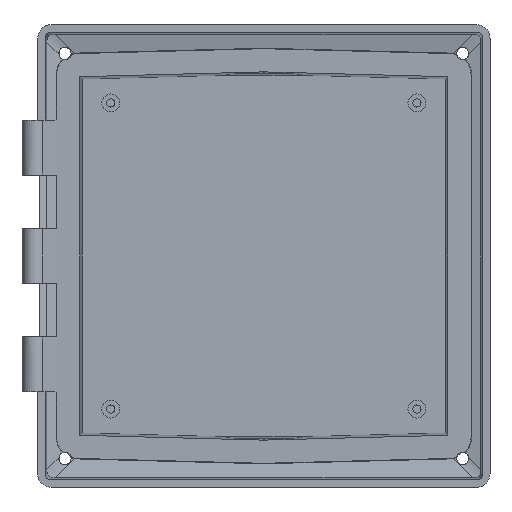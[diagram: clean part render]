
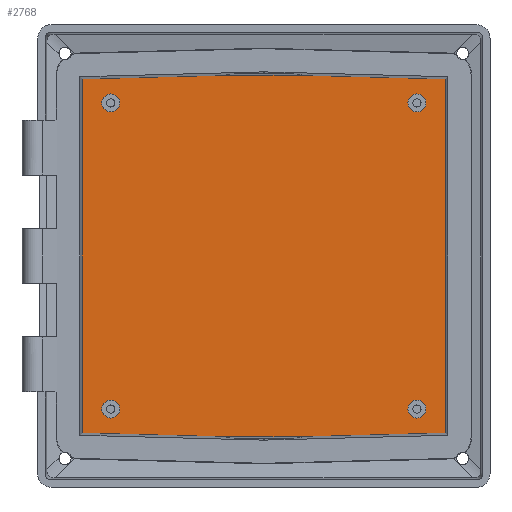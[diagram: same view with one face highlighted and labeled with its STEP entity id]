
A CAD part, front view. The second image highlights one B-rep face of the part: STEP entity #2768.
In plain terms, the highlighted planar face has unit normal (0, -1, 0).
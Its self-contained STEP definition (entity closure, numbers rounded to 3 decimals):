
#35 = EDGE_CURVE ( 'NONE', #4065, #5047, #4831, .T. ) ;
#118 = ORIENTED_EDGE ( 'NONE', *, *, #568, .F. ) ;
#172 = VERTEX_POINT ( 'NONE', #4918 ) ;
#236 = CARTESIAN_POINT ( 'NONE',  ( -75.403, 31., 77.393 ) ) ;
#239 = CARTESIAN_POINT ( 'NONE',  ( -63.5, 31., 63.5 ) ) ;
#252 = DIRECTION ( 'NONE',  ( 0., -1., 0. ) ) ;
#257 = ORIENTED_EDGE ( 'NONE', *, *, #4966, .T. ) ;
#283 = VERTEX_POINT ( 'NONE', #3361 ) ;
#406 = CIRCLE ( 'NONE', #5703, 3.75 ) ;
#417 = VERTEX_POINT ( 'NONE', #3432 ) ;
#568 = EDGE_CURVE ( 'NONE', #6997, #2719, #5976, .T. ) ;
#612 = ORIENTED_EDGE ( 'NONE', *, *, #6581, .F. ) ;
#629 = DIRECTION ( 'NONE',  ( 0., 0., -1. ) ) ;
#719 = EDGE_CURVE ( 'NONE', #6439, #6197, #406, .T. ) ;
#737 = FACE_OUTER_BOUND ( 'NONE', #6445, .T. ) ;
#745 = DIRECTION ( 'NONE',  ( 0., 0., -1. ) ) ;
#755 = CARTESIAN_POINT ( 'NONE',  ( 63.5, 31., -59.75 ) ) ;
#770 = DIRECTION ( 'NONE',  ( 0., 0., -1. ) ) ;
#800 = DIRECTION ( 'NONE',  ( 0., -1., 0. ) ) ;
#843 = CARTESIAN_POINT ( 'NONE',  ( -75.367, 31., 77.428 ) ) ;
#855 = CARTESIAN_POINT ( 'NONE',  ( 75.367, 31., -73.445 ) ) ;
#1119 = CARTESIAN_POINT ( 'NONE',  ( -75.402, 31., -74.946 ) ) ;
#1341 = DIRECTION ( 'NONE',  ( 0., -1., 0. ) ) ;
#1342 = CARTESIAN_POINT ( 'NONE',  ( -63.5, 31., -59.75 ) ) ;
#1415 = EDGE_LOOP ( 'NONE', ( #6635, #4387 ) ) ;
#1460 = LINE ( 'NONE', #6520, #7262 ) ;
#1517 = EDGE_CURVE ( 'NONE', #5047, #4065, #6322, .T. ) ;
#1649 = CARTESIAN_POINT ( 'NONE',  ( -75.298, 31., 73.447 ) ) ;
#1688 = VECTOR ( 'NONE', #3653, 1000. ) ;
#1734 = CARTESIAN_POINT ( 'NONE',  ( 63.5, 31., 59.75 ) ) ;
#1794 = ORIENTED_EDGE ( 'NONE', *, *, #3085, .T. ) ;
#1796 = LINE ( 'NONE', #4090, #6275 ) ;
#1820 = CARTESIAN_POINT ( 'NONE',  ( -63.5, 31., 59.75 ) ) ;
#2122 = ORIENTED_EDGE ( 'NONE', *, *, #2557, .T. ) ;
#2338 = VERTEX_POINT ( 'NONE', #855 ) ;
#2468 = DIRECTION ( 'NONE',  ( 0., -1., 0. ) ) ;
#2487 = AXIS2_PLACEMENT_3D ( 'NONE', #6398, #5162, #629 ) ;
#2516 = CARTESIAN_POINT ( 'NONE',  ( -18.048, 31., -74.946 ) ) ;
#2524 = CARTESIAN_POINT ( 'NONE',  ( 63.5, 31., -63.5 ) ) ;
#2536 = VECTOR ( 'NONE', #4510, 1000. ) ;
#2553 = DIRECTION ( 'NONE',  ( 0., 0., -1. ) ) ;
#2557 = EDGE_CURVE ( 'NONE', #172, #6859, #3787, .T. ) ;
#2590 = EDGE_LOOP ( 'NONE', ( #118, #6668 ) ) ;
#2628 = DIRECTION ( 'NONE',  ( 0., -1., 0. ) ) ;
#2629 = VECTOR ( 'NONE', #4059, 1000. ) ;
#2646 = EDGE_CURVE ( 'NONE', #2338, #7263, #3963, .T. ) ;
#2672 = AXIS2_PLACEMENT_3D ( 'NONE', #2524, #1341, #7143 ) ;
#2701 = VERTEX_POINT ( 'NONE', #4618 ) ;
#2704 = CARTESIAN_POINT ( 'NONE',  ( 63.5, 31., -67.25 ) ) ;
#2719 = VERTEX_POINT ( 'NONE', #1734 ) ;
#2735 = EDGE_CURVE ( 'NONE', #6306, #2701, #6123, .T. ) ;
#2768 = ADVANCED_FACE ( 'NONE', ( #6830, #5305, #737, #2881, #6657 ), #4347, .T. ) ;
#2864 = CARTESIAN_POINT ( 'NONE',  ( -63.5, 31., 67.25 ) ) ;
#2881 = FACE_BOUND ( 'NONE', #1415, .T. ) ;
#2951 = ORIENTED_EDGE ( 'NONE', *, *, #6662, .T. ) ;
#2952 = EDGE_CURVE ( 'NONE', #2719, #6997, #5486, .T. ) ;
#2982 = DIRECTION ( 'NONE',  ( 0., -1., 0. ) ) ;
#3026 = ORIENTED_EDGE ( 'NONE', *, *, #6511, .T. ) ;
#3047 = LINE ( 'NONE', #843, #6886 ) ;
#3085 = EDGE_CURVE ( 'NONE', #6225, #172, #1460, .T. ) ;
#3357 = AXIS2_PLACEMENT_3D ( 'NONE', #6614, #2628, #6564 ) ;
#3361 = CARTESIAN_POINT ( 'NONE',  ( -75.367, 31., -73.445 ) ) ;
#3432 = CARTESIAN_POINT ( 'NONE',  ( -63.5, 31., -67.25 ) ) ;
#3450 = AXIS2_PLACEMENT_3D ( 'NONE', #239, #800, #745 ) ;
#3497 = AXIS2_PLACEMENT_3D ( 'NONE', #6649, #6694, #3808 ) ;
#3577 = LINE ( 'NONE', #236, #1688 ) ;
#3653 = DIRECTION ( 'NONE',  ( -1., 0., 0.026 ) ) ;
#3787 = LINE ( 'NONE', #1649, #2536 ) ;
#3808 = DIRECTION ( 'NONE',  ( 0., 0., -1. ) ) ;
#3963 = LINE ( 'NONE', #5664, #7090 ) ;
#3981 = CARTESIAN_POINT ( 'NONE',  ( -79.35, 31., -73.341 ) ) ;
#4009 = CIRCLE ( 'NONE', #2672, 3.75 ) ;
#4059 = DIRECTION ( 'NONE',  ( 1., 0., 0. ) ) ;
#4065 = VERTEX_POINT ( 'NONE', #2864 ) ;
#4090 = CARTESIAN_POINT ( 'NONE',  ( -71.351, 31., -77.287 ) ) ;
#4218 = AXIS2_PLACEMENT_3D ( 'NONE', #7019, #2982, #770 ) ;
#4222 = EDGE_CURVE ( 'NONE', #6197, #6439, #4009, .T. ) ;
#4328 = ORIENTED_EDGE ( 'NONE', *, *, #35, .F. ) ;
#4347 = PLANE ( 'NONE',  #3497 ) ;
#4387 = ORIENTED_EDGE ( 'NONE', *, *, #719, .F. ) ;
#4510 = DIRECTION ( 'NONE',  ( -1., 0., -0.026 ) ) ;
#4618 = CARTESIAN_POINT ( 'NONE',  ( 18.048, 31., -74.946 ) ) ;
#4639 = DIRECTION ( 'NONE',  ( 1., 0., 0.026 ) ) ;
#4699 = CARTESIAN_POINT ( 'NONE',  ( 18.048, 31., 74.946 ) ) ;
#4831 = CIRCLE ( 'NONE', #6890, 3.75 ) ;
#4906 = ORIENTED_EDGE ( 'NONE', *, *, #7406, .T. ) ;
#4918 = CARTESIAN_POINT ( 'NONE',  ( -18.048, 31., 74.946 ) ) ;
#4926 = CIRCLE ( 'NONE', #4218, 3.75 ) ;
#4928 = CARTESIAN_POINT ( 'NONE',  ( -75.367, 31., 73.445 ) ) ;
#4966 = EDGE_CURVE ( 'NONE', #283, #6306, #7032, .T. ) ;
#5047 = VERTEX_POINT ( 'NONE', #1820 ) ;
#5162 = DIRECTION ( 'NONE',  ( 0., -1., 0. ) ) ;
#5202 = AXIS2_PLACEMENT_3D ( 'NONE', #6449, #2468, #6934 ) ;
#5305 = FACE_BOUND ( 'NONE', #2590, .T. ) ;
#5384 = ORIENTED_EDGE ( 'NONE', *, *, #2735, .T. ) ;
#5410 = DIRECTION ( 'NONE',  ( 0., 0., -1. ) ) ;
#5486 = CIRCLE ( 'NONE', #2487, 3.75 ) ;
#5609 = VERTEX_POINT ( 'NONE', #1342 ) ;
#5642 = ORIENTED_EDGE ( 'NONE', *, *, #1517, .F. ) ;
#5664 = CARTESIAN_POINT ( 'NONE',  ( 75.367, 31., 77.428 ) ) ;
#5691 = EDGE_LOOP ( 'NONE', ( #6710, #612 ) ) ;
#5703 = AXIS2_PLACEMENT_3D ( 'NONE', #6092, #6680, #6179 ) ;
#5889 = VECTOR ( 'NONE', #6169, 1000. ) ;
#5976 = CIRCLE ( 'NONE', #3357, 3.75 ) ;
#6092 = CARTESIAN_POINT ( 'NONE',  ( 63.5, 31., -63.5 ) ) ;
#6107 = EDGE_LOOP ( 'NONE', ( #4328, #5642 ) ) ;
#6123 = LINE ( 'NONE', #1119, #2629 ) ;
#6169 = DIRECTION ( 'NONE',  ( 1., 0., -0.026 ) ) ;
#6179 = DIRECTION ( 'NONE',  ( 0., 0., -1. ) ) ;
#6188 = DIRECTION ( 'NONE',  ( 0., 0., 1. ) ) ;
#6190 = EDGE_CURVE ( 'NONE', #5609, #417, #6718, .T. ) ;
#6197 = VERTEX_POINT ( 'NONE', #755 ) ;
#6225 = VERTEX_POINT ( 'NONE', #4699 ) ;
#6275 = VECTOR ( 'NONE', #4639, 1000. ) ;
#6306 = VERTEX_POINT ( 'NONE', #2516 ) ;
#6322 = CIRCLE ( 'NONE', #3450, 3.75 ) ;
#6340 = ORIENTED_EDGE ( 'NONE', *, *, #2646, .T. ) ;
#6398 = CARTESIAN_POINT ( 'NONE',  ( 63.5, 31., 63.5 ) ) ;
#6439 = VERTEX_POINT ( 'NONE', #2704 ) ;
#6445 = EDGE_LOOP ( 'NONE', ( #4906, #1794, #2122, #2951, #257, #5384, #3026, #6340 ) ) ;
#6449 = CARTESIAN_POINT ( 'NONE',  ( -63.5, 31., -63.5 ) ) ;
#6492 = DIRECTION ( 'NONE',  ( -1., 0., 0. ) ) ;
#6499 = CARTESIAN_POINT ( 'NONE',  ( -63.5, 31., 63.5 ) ) ;
#6511 = EDGE_CURVE ( 'NONE', #2701, #2338, #1796, .T. ) ;
#6520 = CARTESIAN_POINT ( 'NONE',  ( -75.402, 31., 74.946 ) ) ;
#6564 = DIRECTION ( 'NONE',  ( 0., 0., -1. ) ) ;
#6581 = EDGE_CURVE ( 'NONE', #417, #5609, #4926, .T. ) ;
#6614 = CARTESIAN_POINT ( 'NONE',  ( 63.5, 31., 63.5 ) ) ;
#6635 = ORIENTED_EDGE ( 'NONE', *, *, #4222, .F. ) ;
#6649 = CARTESIAN_POINT ( 'NONE',  ( -75.402, 31., 77.428 ) ) ;
#6657 = FACE_BOUND ( 'NONE', #6107, .T. ) ;
#6662 = EDGE_CURVE ( 'NONE', #6859, #283, #3047, .T. ) ;
#6668 = ORIENTED_EDGE ( 'NONE', *, *, #2952, .F. ) ;
#6680 = DIRECTION ( 'NONE',  ( 0., -1., 0. ) ) ;
#6694 = DIRECTION ( 'NONE',  ( 0., -1., 0. ) ) ;
#6710 = ORIENTED_EDGE ( 'NONE', *, *, #6190, .F. ) ;
#6718 = CIRCLE ( 'NONE', #5202, 3.75 ) ;
#6830 = FACE_BOUND ( 'NONE', #5691, .T. ) ;
#6859 = VERTEX_POINT ( 'NONE', #4928 ) ;
#6886 = VECTOR ( 'NONE', #2553, 1000. ) ;
#6890 = AXIS2_PLACEMENT_3D ( 'NONE', #6499, #252, #5410 ) ;
#6934 = DIRECTION ( 'NONE',  ( 0., 0., -1. ) ) ;
#6951 = CARTESIAN_POINT ( 'NONE',  ( 75.367, 31., 73.445 ) ) ;
#6997 = VERTEX_POINT ( 'NONE', #7087 ) ;
#7019 = CARTESIAN_POINT ( 'NONE',  ( -63.5, 31., -63.5 ) ) ;
#7032 = LINE ( 'NONE', #3981, #5889 ) ;
#7087 = CARTESIAN_POINT ( 'NONE',  ( 63.5, 31., 67.25 ) ) ;
#7090 = VECTOR ( 'NONE', #6188, 1000. ) ;
#7143 = DIRECTION ( 'NONE',  ( 0., 0., -1. ) ) ;
#7262 = VECTOR ( 'NONE', #6492, 1000. ) ;
#7263 = VERTEX_POINT ( 'NONE', #6951 ) ;
#7406 = EDGE_CURVE ( 'NONE', #7263, #6225, #3577, .T. ) ;
